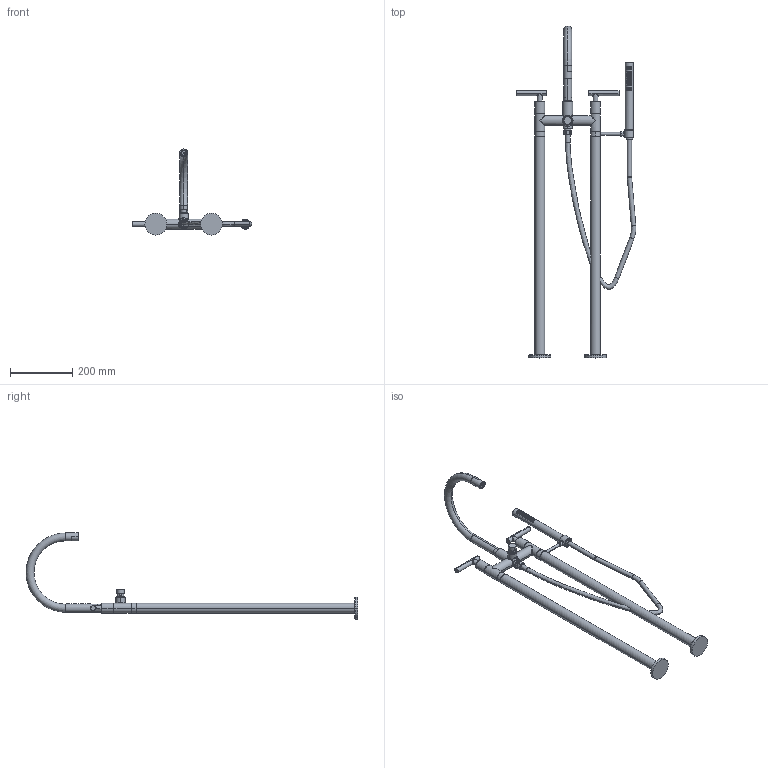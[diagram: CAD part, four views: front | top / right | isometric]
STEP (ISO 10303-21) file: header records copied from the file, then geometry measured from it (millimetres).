
FILE_DESCRIPTION((''),'2;1');
FILE_NAME('1500-4263_','2023-03-15T12:27:19',('rsmith'),(''),'CREO PARAMETRIC BY PTC INC, 2019352','CREO PARAMETRIC BY PTC INC, 2019352','');
FILE_SCHEMA(('CONFIG_CONTROL_DESIGN'));
Products named in the file (1): 1500-4263_
Bounding box: 383.97 x 1064.84 x 276.23 mm (x, y, z)
Volume: 2143568.6 mm3; surface area: 337588.4 mm2
Topology: 4 solids, 4 shells, 1414 faces, 3263 edges, 1989 vertices
Faces by surface type: bspline 669, cylinder 452, plane 213, cone 40, torus 30, sphere 10
Entity records: 128246 total; most frequent: CARTESIAN_POINT 101430, ORIENTED_EDGE 6526, DIRECTION 3761, EDGE_CURVE 3263, VERTEX_POINT 1989, B_SPLINE_CURVE_WITH_KNOTS 1671, EDGE_LOOP 1552, AXIS2_PLACEMENT_3D 1424
